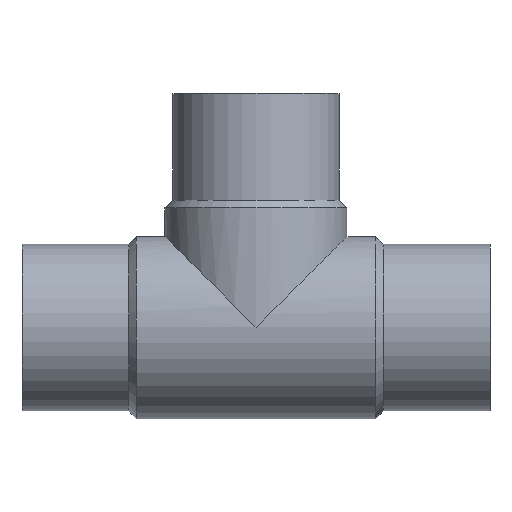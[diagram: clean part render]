
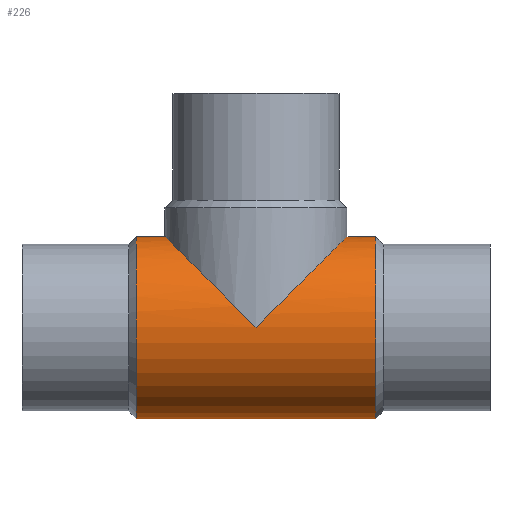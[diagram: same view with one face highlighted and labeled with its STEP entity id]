
A CAD part, top view. The second image highlights one B-rep face of the part: STEP entity #226.
In plain terms, the highlighted cylindrical face has radius 17.5 mm (diameter 35 mm), a partial arc.
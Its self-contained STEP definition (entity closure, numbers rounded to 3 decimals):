
#142 = VERTEX_POINT( '', #383 );
#152 = VERTEX_POINT( '', #395 );
#156 = VERTEX_POINT( '', #399 );
#170 = EDGE_CURVE( '', #278, #156, #414, .T. );
#178 = EDGE_CURVE( '', #304, #278, #422, .T. );
#186 = EDGE_CURVE( '', #152, #142, #432, .T. );
#226 = ADVANCED_FACE( '', ( #474 ), #475, .T. );
#230 = EDGE_CURVE( '', #326, #152, #480, .T. );
#268 = EDGE_CURVE( '', #292, #304, #524, .T. );
#278 = VERTEX_POINT( '', #536 );
#292 = VERTEX_POINT( '', #552 );
#294 = EDGE_CURVE( '', #292, #142, #554, .T. );
#304 = VERTEX_POINT( '', #565 );
#326 = VERTEX_POINT( '', #591 );
#340 = EDGE_CURVE( '', #156, #326, #605, .T. );
#383 = CARTESIAN_POINT( '', ( -68., 17.5, 0. ) );
#395 = CARTESIAN_POINT( '', ( -62.5, 17.5, 0. ) );
#399 = CARTESIAN_POINT( '', ( -27.5, 17.5, 0. ) );
#414 = LINE( '', #681, #682 );
#422 = CIRCLE( '', #693, 17.5 );
#432 = LINE( '', #707, #708 );
#474 = FACE_OUTER_BOUND( '', #766, .T. );
#475 = CYLINDRICAL_SURFACE( '', #767, 17.5 );
#480 = ELLIPSE( '', #773, 24.749, 17.5 );
#524 = LINE( '', #824, #825 );
#536 = CARTESIAN_POINT( '', ( -22., 17.5, 0. ) );
#552 = CARTESIAN_POINT( '', ( -68., -17.5, 0. ) );
#554 = CIRCLE( '', #862, 17.5 );
#565 = CARTESIAN_POINT( '', ( -22., -17.5, 0. ) );
#591 = CARTESIAN_POINT( '', ( -45., 0., 17.5 ) );
#605 = ELLIPSE( '', #934, 24.749, 17.5 );
#681 = CARTESIAN_POINT( '', ( -45., 17.5, 0. ) );
#682 = VECTOR( '', #1004, 1. );
#693 = AXIS2_PLACEMENT_3D( '', #1006, #1007, #1008 );
#707 = CARTESIAN_POINT( '', ( -45., 17.5, 0. ) );
#708 = VECTOR( '', #1021, 1. );
#766 = EDGE_LOOP( '', ( #1075, #1076, #1077, #1078, #1079, #1080, #1081 ) );
#767 = AXIS2_PLACEMENT_3D( '', #1082, #1083, #1084 );
#773 = AXIS2_PLACEMENT_3D( '', #1093, #1094, #1095 );
#824 = CARTESIAN_POINT( '', ( -45., -17.5, 0. ) );
#825 = VECTOR( '', #1160, 1. );
#862 = AXIS2_PLACEMENT_3D( '', #1198, #1199, #1200 );
#934 = AXIS2_PLACEMENT_3D( '', #1263, #1264, #1265 );
#1004 = DIRECTION( '', ( -1., 0., 0. ) );
#1006 = CARTESIAN_POINT( '', ( -22., 0., 0. ) );
#1007 = DIRECTION( '', ( -1., 0., 0. ) );
#1008 = DIRECTION( '', ( 0., 1., 0. ) );
#1021 = DIRECTION( '', ( -1., 0., 0. ) );
#1075 = ORIENTED_EDGE( '', *, *, #170, .T. );
#1076 = ORIENTED_EDGE( '', *, *, #340, .T. );
#1077 = ORIENTED_EDGE( '', *, *, #230, .T. );
#1078 = ORIENTED_EDGE( '', *, *, #186, .T. );
#1079 = ORIENTED_EDGE( '', *, *, #294, .F. );
#1080 = ORIENTED_EDGE( '', *, *, #268, .T. );
#1081 = ORIENTED_EDGE( '', *, *, #178, .T. );
#1082 = CARTESIAN_POINT( '', ( -45., 0., 0. ) );
#1083 = DIRECTION( '', ( 1., 0., 0. ) );
#1084 = DIRECTION( '', ( 0., 1., 0. ) );
#1093 = CARTESIAN_POINT( '', ( -45., 0., 0. ) );
#1094 = DIRECTION( '', ( -0.707, -0.707, 0. ) );
#1095 = DIRECTION( '', ( 0.707, -0.707, 0. ) );
#1160 = DIRECTION( '', ( 1., 0., 0. ) );
#1198 = CARTESIAN_POINT( '', ( -68., 0., 0. ) );
#1199 = DIRECTION( '', ( -1., 0., 0. ) );
#1200 = DIRECTION( '', ( 0., 1., 0. ) );
#1263 = CARTESIAN_POINT( '', ( -45., 0., 0. ) );
#1264 = DIRECTION( '', ( 0.707, -0.707, 0. ) );
#1265 = DIRECTION( '', ( 0.707, 0.707, 0. ) );
